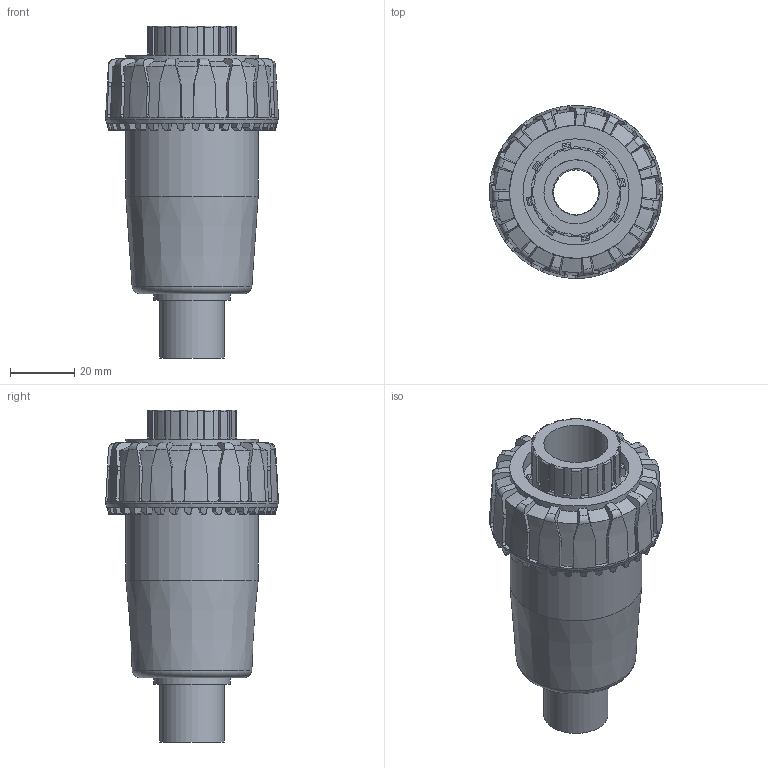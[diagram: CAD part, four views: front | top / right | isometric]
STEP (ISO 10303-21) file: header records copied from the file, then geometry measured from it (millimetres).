
FILE_DESCRIPTION(/* description */ (''),/* implementation_level */ '2;1');
FILE_NAME(/* name */ 'VAIV020E.iam.stp',/* time_stamp */ '2013-10-01T10:29:40+02:00',/* author */ ('bfaro'),/* organization */ (''),/* preprocessor_version */ 'ST-DEVELOPER v15.2',/* originating_system */ 'Autodesk Inventor 2014',/* authorisation */ '');
FILE_SCHEMA (('AUTOMOTIVE_DESIGN { 1 0 10303 214 3 1 1 }'));
Length unit declared in the file: millimetre
Products named in the file (4): cassa VA-VZ 20; ENDIV020; NTVKD020V; VAIV020E
Bounding box: 53.9 x 53.9 x 103.5 mm (x, y, z)
Volume: 83100.4 mm3; surface area: 31785.2 mm2
Topology: 3 solids, 3 shells, 641 faces, 1782 edges, 1154 vertices
Faces by surface type: plane 304, cylinder 164, cone 132, torus 41
Full cylindrical faces by diameter (mm): 14 x1, 14.5 x1, 20 x2, 24 x1, 25 x1, 28 x1, 36.8 x1, 37.8 x1, 41.1 x1, 41.266 x1, 53.9 x1
Entity records: 22089 total; most frequent: CARTESIAN_POINT 5966, ORIENTED_EDGE 3518, DIRECTION 3320, EDGE_CURVE 1759, AXIS2_PLACEMENT_3D 1309, VERTEX_POINT 1149, LINE 702, VECTOR 702
